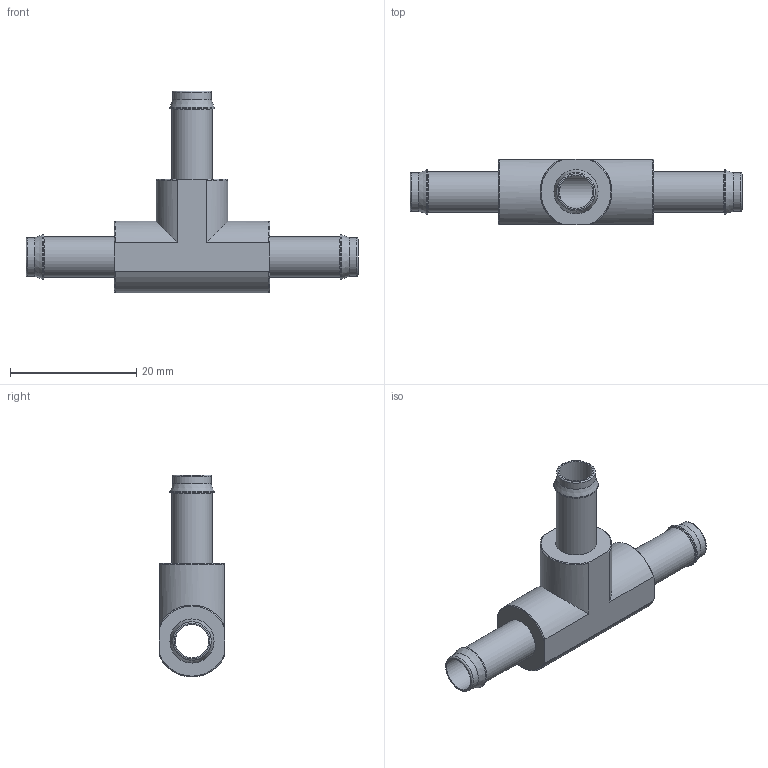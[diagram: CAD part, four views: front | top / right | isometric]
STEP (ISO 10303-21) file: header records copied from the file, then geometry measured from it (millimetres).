
FILE_DESCRIPTION(/* description */ ('STEP AP214'),/* implementation_level */ '2;1');
FILE_NAME(/* name */ '150015_T-PK-6',/* time_stamp */ '2024-09-15T15:40:35+02:00',/* author */ ('License CC BY-ND 4.0'),/* organization */ ('CADENAS'),/* preprocessor_version */ 'ST-DEVELOPER v19.3',/* originating_system */ 'PARTsolutions',/* authorisation */ ' ');
FILE_SCHEMA (('AUTOMOTIVE_DESIGN {1 0 10303 214 3 1 1}'));
Length unit declared in the file: millimetre
Products named in the file (1): 150015 T-PK-6
Bounding box: 52.6 x 10.4 x 32 mm (x, y, z)
Volume: 2818.6 mm3; surface area: 3383.7 mm2
Topology: 1 solids, 1 shells, 42 faces, 93 edges, 59 vertices
Faces by surface type: cylinder 16, plane 11, cone 9, torus 6
Full cylindrical faces by diameter (mm): 5.3 x2, 6.1 x3, 6.4 x3, 7 x3
Entity records: 1388 total; most frequent: CARTESIAN_POINT 207, DIRECTION 188, ORIENTED_EDGE 142, AXIS2_PLACEMENT_3D 86, EDGE_LOOP 72, FACE_BOUND 72, EDGE_CURVE 71, VERTEX_POINT 57
